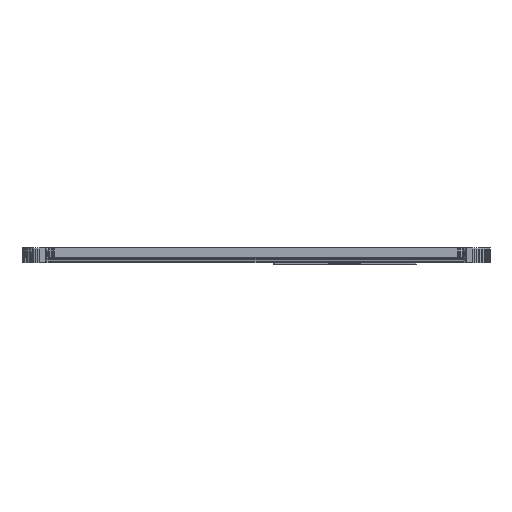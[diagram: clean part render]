
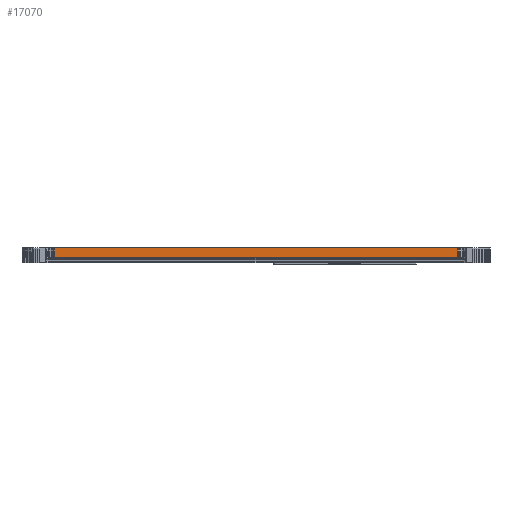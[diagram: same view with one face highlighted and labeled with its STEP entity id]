
A CAD part, front view. The second image highlights one B-rep face of the part: STEP entity #17070.
In plain terms, the highlighted planar face has unit normal (0, -1, 0).
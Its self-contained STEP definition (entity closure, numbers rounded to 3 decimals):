
#654 = VERTEX_POINT('',#655);
#655 = CARTESIAN_POINT('',(-23.3,-18.477,
    1.855));
#661 = EDGE_CURVE('',#662,#654,#664,.T.);
#662 = VERTEX_POINT('',#663);
#663 = CARTESIAN_POINT('',(23.3,-18.477,
    1.855));
#664 = LINE('',#665,#666);
#665 = CARTESIAN_POINT('',(23.3,-18.477,
    1.855));
#666 = VECTOR('',#667,1.);
#667 = DIRECTION('',(-1.,0.,0.));
#17003 = EDGE_CURVE('',#662,#17004,#17006,.T.);
#17004 = VERTEX_POINT('',#17005);
#17005 = CARTESIAN_POINT('',(23.3,-18.477,
    0.8));
#17006 = LINE('',#17007,#17008);
#17007 = CARTESIAN_POINT('',(23.3,-18.477,
    1.855));
#17008 = VECTOR('',#17009,1.);
#17009 = DIRECTION('',(0.,0.,-1.));
#17070 = ADVANCED_FACE('',(#17071),#17089,.T.);
#17071 = FACE_BOUND('',#17072,.T.);
#17072 = EDGE_LOOP('',(#17073,#17074,#17075,#17083));
#17073 = ORIENTED_EDGE('',*,*,#17003,.F.);
#17074 = ORIENTED_EDGE('',*,*,#661,.T.);
#17075 = ORIENTED_EDGE('',*,*,#17076,.F.);
#17076 = EDGE_CURVE('',#17077,#654,#17079,.T.);
#17077 = VERTEX_POINT('',#17078);
#17078 = CARTESIAN_POINT('',(-23.3,-18.477,
    0.8));
#17079 = LINE('',#17080,#17081);
#17080 = CARTESIAN_POINT('',(-23.3,-18.477,
    0.8));
#17081 = VECTOR('',#17082,1.);
#17082 = DIRECTION('',(0.,0.,1.));
#17083 = ORIENTED_EDGE('',*,*,#17084,.T.);
#17084 = EDGE_CURVE('',#17077,#17004,#17085,.T.);
#17085 = LINE('',#17086,#17087);
#17086 = CARTESIAN_POINT('',(-23.3,-18.477,
    0.8));
#17087 = VECTOR('',#17088,1.);
#17088 = DIRECTION('',(1.,0.,0.));
#17089 = PLANE('',#17090);
#17090 = AXIS2_PLACEMENT_3D('',#17091,#17092,#17093);
#17091 = CARTESIAN_POINT('',(0.,-18.477,1.327));
#17092 = DIRECTION('',(-0.,-1.,-0.));
#17093 = DIRECTION('',(0.,0.,-1.));
